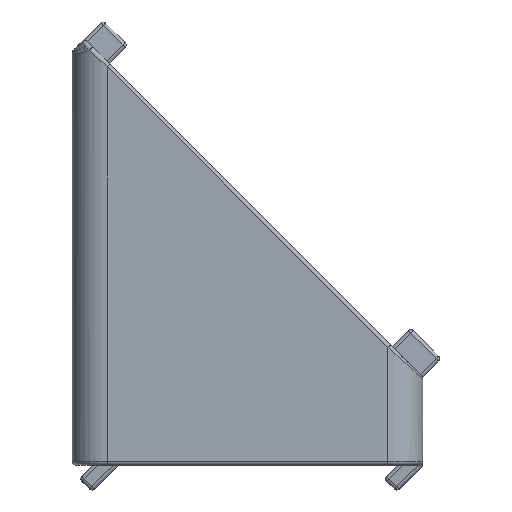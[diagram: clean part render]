
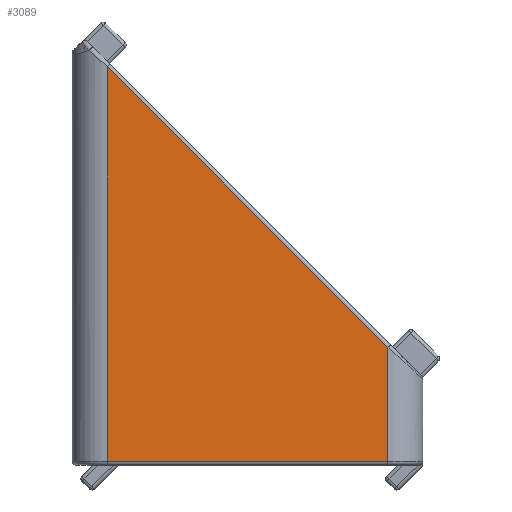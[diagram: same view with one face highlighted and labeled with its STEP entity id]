
A CAD part, left-side view. The second image highlights one B-rep face of the part: STEP entity #3089.
In plain terms, the highlighted planar face has unit normal (-1, 0, 0).
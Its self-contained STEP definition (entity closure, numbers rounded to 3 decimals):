
#448=FACE_OUTER_BOUND('',#670,.T.);
#670=EDGE_LOOP('',(#2208,#2209,#2210,#2211));
#973=LINE('',#5748,#1186);
#974=LINE('',#5838,#1187);
#975=LINE('',#5840,#1188);
#976=LINE('',#5841,#1189);
#1186=VECTOR('',#3850,1000.);
#1187=VECTOR('',#3855,1000.);
#1188=VECTOR('',#3856,1000.);
#1189=VECTOR('',#3857,1000.);
#1446=VERTEX_POINT('',#5745);
#1447=VERTEX_POINT('',#5747);
#1449=VERTEX_POINT('',#5837);
#1450=VERTEX_POINT('',#5839);
#1720=EDGE_CURVE('',#1447,#1446,#973,.T.);
#1723=EDGE_CURVE('',#1446,#1449,#974,.T.);
#1724=EDGE_CURVE('',#1450,#1449,#975,.T.);
#1725=EDGE_CURVE('',#1450,#1447,#976,.T.);
#2208=ORIENTED_EDGE('',*,*,#1720,.T.);
#2209=ORIENTED_EDGE('',*,*,#1723,.T.);
#2210=ORIENTED_EDGE('',*,*,#1724,.F.);
#2211=ORIENTED_EDGE('',*,*,#1725,.T.);
#3038=PLANE('',#3354);
#3089=ADVANCED_FACE('',(#448),#3038,.F.);
#3354=AXIS2_PLACEMENT_3D('',#5836,#3853,#3854);
#3850=DIRECTION('',(0.,0.,-1.));
#3853=DIRECTION('center_axis',(1.,0.,0.));
#3854=DIRECTION('ref_axis',(0.,0.,-1.));
#3855=DIRECTION('',(0.,-1.,0.));
#3856=DIRECTION('',(0.,0.,-1.));
#3857=DIRECTION('',(0.,0.707,0.707));
#5745=CARTESIAN_POINT('',(-10.,8.,0.2));
#5747=CARTESIAN_POINT('',(-10.,8.,22.717));
#5748=CARTESIAN_POINT('',(-10.,8.,25.));
#5836=CARTESIAN_POINT('Origin',(-10.,8.,25.));
#5837=CARTESIAN_POINT('',(-10.,-8.,0.2));
#5838=CARTESIAN_POINT('',(-10.,8.,0.2));
#5839=CARTESIAN_POINT('',(-10.,-8.,6.717));
#5840=CARTESIAN_POINT('',(-10.,-8.,25.));
#5841=CARTESIAN_POINT('',(-10.,9.141,23.859));
